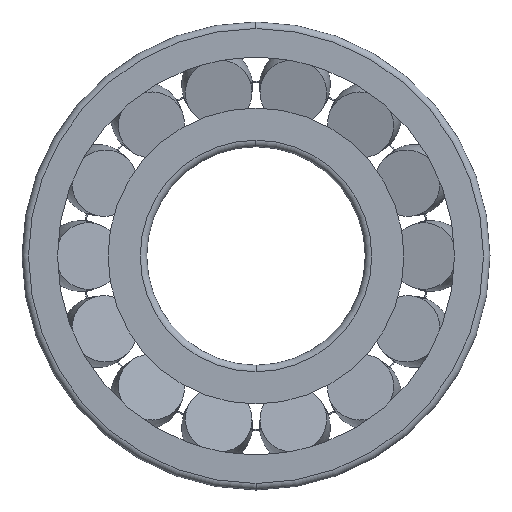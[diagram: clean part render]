
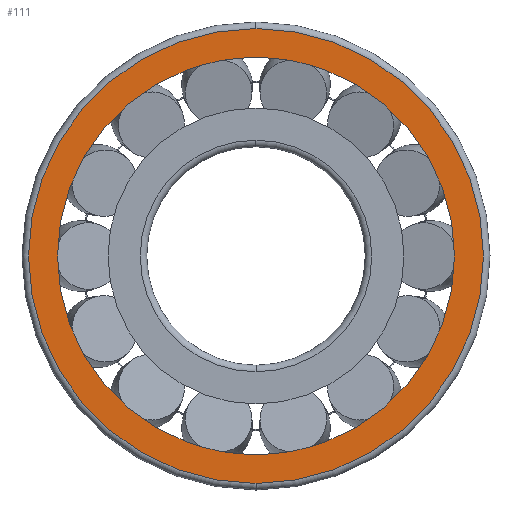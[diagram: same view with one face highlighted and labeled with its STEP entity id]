
A CAD part, left-side view. The second image highlights one B-rep face of the part: STEP entity #111.
In plain terms, the highlighted planar face has unit normal (-1, 0, 0).
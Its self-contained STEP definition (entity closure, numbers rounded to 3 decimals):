
#111=ADVANCED_FACE('',(#375,#376),#377,.T.);
#375=FACE_OUTER_BOUND('',#872,.T.);
#376=FACE_BOUND('',#873,.T.);
#377=PLANE('',#874);
#872=EDGE_LOOP('',(#1620,#1621,#1622));
#873=EDGE_LOOP('',(#1623,#1624,#1625));
#874=AXIS2_PLACEMENT_3D('',#1626,#1627,#1628);
#1620=ORIENTED_EDGE('',*,*,#3162,.F.);
#1621=ORIENTED_EDGE('',*,*,#3161,.F.);
#1622=ORIENTED_EDGE('',*,*,#3189,.F.);
#1623=ORIENTED_EDGE('',*,*,#3193,.T.);
#1624=ORIENTED_EDGE('',*,*,#3144,.T.);
#1625=ORIENTED_EDGE('',*,*,#3194,.T.);
#1626=CARTESIAN_POINT('',(0.,68.265,0.0));
#1627=DIRECTION('',(-1.0,0.,0.0));
#1628=DIRECTION('',(0.,-1.0,0.0));
#3144=EDGE_CURVE('',#3758,#3755,#3759,.T.);
#3161=EDGE_CURVE('',#3789,#3792,#3793,.T.);
#3162=EDGE_CURVE('',#3792,#3794,#3795,.T.);
#3189=EDGE_CURVE('',#3794,#3789,#3832,.T.);
#3193=EDGE_CURVE('',#3837,#3758,#3838,.T.);
#3194=EDGE_CURVE('',#3755,#3837,#3839,.T.);
#3755=VERTEX_POINT('',#4756);
#3758=VERTEX_POINT('',#4759);
#3759=CIRCLE('',#4760,63.629);
#3789=VERTEX_POINT('',#4792);
#3792=VERTEX_POINT('',#4795);
#3793=CIRCLE('',#4796,72.9);
#3794=VERTEX_POINT('',#4797);
#3795=CIRCLE('',#4798,72.9);
#3832=CIRCLE('',#4911,72.9);
#3837=VERTEX_POINT('',#4916);
#3838=CIRCLE('',#4917,63.629);
#3839=CIRCLE('',#4918,63.629);
#4756=CARTESIAN_POINT('',(0.,0.,-63.629));
#4759=CARTESIAN_POINT('',(0.,0.,63.629));
#4760=AXIS2_PLACEMENT_3D('',#9420,#9421,#9422);
#4792=CARTESIAN_POINT('',(0.0,0.,-72.9));
#4795=CARTESIAN_POINT('',(0.0,72.9,0.0));
#4796=AXIS2_PLACEMENT_3D('',#9467,#9468,#9469);
#4797=CARTESIAN_POINT('',(0.0,0.,72.9));
#4798=AXIS2_PLACEMENT_3D('',#9470,#9471,#9472);
#4911=AXIS2_PLACEMENT_3D('',#9524,#9525,#9526);
#4916=CARTESIAN_POINT('',(0.,63.629,0.0));
#4917=AXIS2_PLACEMENT_3D('',#9536,#9537,#9538);
#4918=AXIS2_PLACEMENT_3D('',#9539,#9540,#9541);
#9420=CARTESIAN_POINT('',(0.,0.0,0.0));
#9421=DIRECTION('',(1.0,0.0,0.0));
#9422=DIRECTION('',(0.0,1.0,0.0));
#9467=CARTESIAN_POINT('',(0.0,0.0,0.0));
#9468=DIRECTION('',(1.0,0.0,0.0));
#9469=DIRECTION('',(0.0,1.0,0.0));
#9470=CARTESIAN_POINT('',(0.0,0.0,0.0));
#9471=DIRECTION('',(1.0,0.0,0.0));
#9472=DIRECTION('',(0.0,1.0,0.0));
#9524=CARTESIAN_POINT('',(0.0,0.0,0.0));
#9525=DIRECTION('',(1.0,0.0,0.0));
#9526=DIRECTION('',(0.0,1.0,0.0));
#9536=CARTESIAN_POINT('',(0.,0.0,0.0));
#9537=DIRECTION('',(1.0,0.0,0.0));
#9538=DIRECTION('',(0.0,1.0,0.0));
#9539=CARTESIAN_POINT('',(0.,0.0,0.0));
#9540=DIRECTION('',(1.0,0.0,0.0));
#9541=DIRECTION('',(0.0,1.0,0.0));
